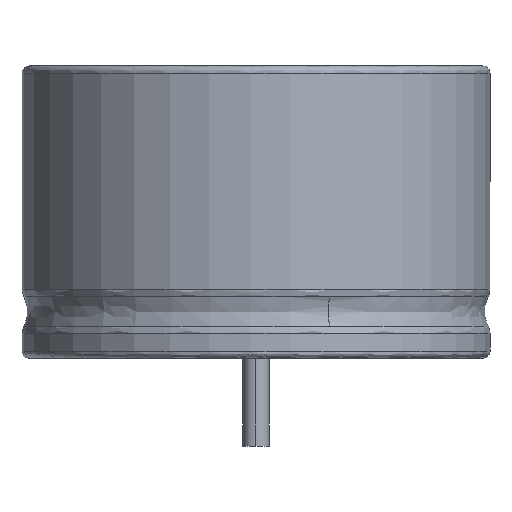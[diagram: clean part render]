
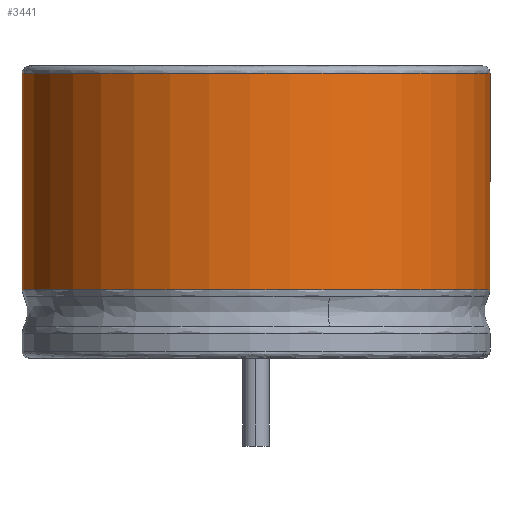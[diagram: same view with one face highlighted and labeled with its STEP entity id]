
A CAD part, left-side view. The second image highlights one B-rep face of the part: STEP entity #3441.
In plain terms, the highlighted cylindrical face has radius 4 mm (diameter 8 mm), a partial arc.
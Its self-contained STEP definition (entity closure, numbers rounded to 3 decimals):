
#144 = DIRECTION ( 'NONE',  ( 0., 0., -1. ) ) ;
#316 = VECTOR ( 'NONE', #3989, 1000. ) ;
#382 = EDGE_CURVE ( 'NONE', #2048, #3690, #385, .T. ) ;
#385 = LINE ( 'NONE', #1084, #3588 ) ;
#388 = DIRECTION ( 'NONE',  ( 1., 0., 0. ) ) ;
#459 = CARTESIAN_POINT ( 'NONE',  ( 0., 0., 3.695 ) ) ;
#487 = CYLINDRICAL_SURFACE ( 'NONE', #837, 4. ) ;
#596 = FACE_OUTER_BOUND ( 'NONE', #3136, .T. ) ;
#837 = AXIS2_PLACEMENT_3D ( 'NONE', #1638, #2601, #388 ) ;
#846 = CARTESIAN_POINT ( 'NONE',  ( 3.759, -1.368, 3.695 ) ) ;
#1038 = LINE ( 'NONE', #3070, #316 ) ;
#1046 = CARTESIAN_POINT ( 'NONE',  ( 3.759, 1.368, 3.695 ) ) ;
#1084 = CARTESIAN_POINT ( 'NONE',  ( 3.759, -1.368, 5.038 ) ) ;
#1226 = VERTEX_POINT ( 'NONE', #1046 ) ;
#1258 = CIRCLE ( 'NONE', #2016, 4. ) ;
#1496 = ORIENTED_EDGE ( 'NONE', *, *, #3636, .T. ) ;
#1544 = CARTESIAN_POINT ( 'NONE',  ( 0., 0., 7.396 ) ) ;
#1638 = CARTESIAN_POINT ( 'NONE',  ( 0., 0., 5.571 ) ) ;
#1659 = VERTEX_POINT ( 'NONE', #2756 ) ;
#1781 = ORIENTED_EDGE ( 'NONE', *, *, #382, .F. ) ;
#1998 = ORIENTED_EDGE ( 'NONE', *, *, #2072, .T. ) ;
#2016 = AXIS2_PLACEMENT_3D ( 'NONE', #459, #3223, #3570 ) ;
#2048 = VERTEX_POINT ( 'NONE', #3789 ) ;
#2072 = EDGE_CURVE ( 'NONE', #1226, #3690, #1258, .T. ) ;
#2108 = AXIS2_PLACEMENT_3D ( 'NONE', #1544, #2809, #3395 ) ;
#2527 = CIRCLE ( 'NONE', #2108, 4. ) ;
#2601 = DIRECTION ( 'NONE',  ( 0., 0., 1. ) ) ;
#2756 = CARTESIAN_POINT ( 'NONE',  ( 3.759, 1.368, 7.396 ) ) ;
#2809 = DIRECTION ( 'NONE',  ( 0., 0., -1. ) ) ;
#2900 = EDGE_CURVE ( 'NONE', #2048, #1659, #2527, .T. ) ;
#3070 = CARTESIAN_POINT ( 'NONE',  ( 3.759, 1.368, 5.038 ) ) ;
#3136 = EDGE_LOOP ( 'NONE', ( #3703, #1496, #1998, #1781 ) ) ;
#3223 = DIRECTION ( 'NONE',  ( 0., 0., 1. ) ) ;
#3395 = DIRECTION ( 'NONE',  ( 1., 0., 0. ) ) ;
#3441 = ADVANCED_FACE ( 'NONE', ( #596 ), #487, .T. ) ;
#3570 = DIRECTION ( 'NONE',  ( 1., 0., 0. ) ) ;
#3588 = VECTOR ( 'NONE', #144, 1000. ) ;
#3636 = EDGE_CURVE ( 'NONE', #1659, #1226, #1038, .T. ) ;
#3690 = VERTEX_POINT ( 'NONE', #846 ) ;
#3703 = ORIENTED_EDGE ( 'NONE', *, *, #2900, .T. ) ;
#3789 = CARTESIAN_POINT ( 'NONE',  ( 3.759, -1.368, 7.396 ) ) ;
#3989 = DIRECTION ( 'NONE',  ( 0., 0., -1. ) ) ;
